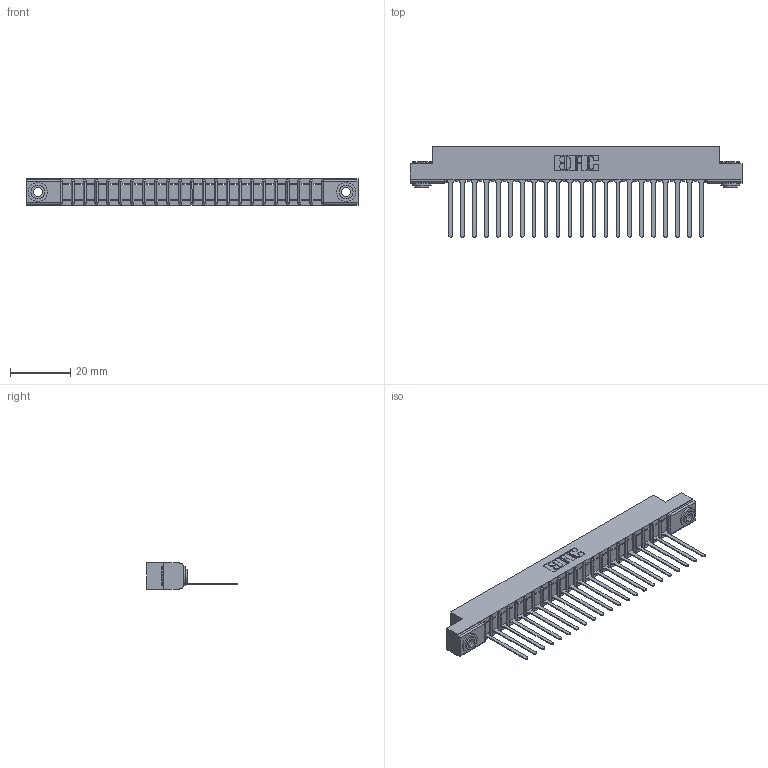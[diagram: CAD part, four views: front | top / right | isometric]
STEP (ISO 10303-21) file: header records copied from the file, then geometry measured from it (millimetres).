
FILE_DESCRIPTION (( 'STEP AP203' ), '1' );
FILE_NAME ('357-022-445-103.STEP', '2020-10-01T07:57:27', ( '' ), ( '' ), 'SwSTEP 2.0', 'SolidWorks 2020', '' );
FILE_SCHEMA (( 'CONFIG_CONTROL_DESIGN' ));
Length unit declared in the file: inch
Products named in the file (4): 307-290-001_545; 357-022-445-103; 307 Part_.156 Dia Mounting Holes; 345-250-002_345-250-002-102
Assembly tree (25 placements, depth 2):
  357-022-445-103
    307 Part_.156 Dia Mounting Holes
    307-290-001_545  x22
    345-250-002_345-250-002-102  x2
Bounding box: 110.19 x 30 x 8.71 mm (x, y, z)
Volume: 7047.6 mm3; surface area: 11720.4 mm2
Topology: 25 solids, 25 shells, 1425 faces, 3999 edges, 2570 vertices
Faces by surface type: plane 908, cylinder 463, sphere 46, cone 8
Entity records: 22359 total; most frequent: CARTESIAN_POINT 3737, ORIENTED_EDGE 3714, DIRECTION 3661, EDGE_CURVE 1857, VECTOR 1409, LINE 1409, VERTEX_POINT 1202, AXIS2_PLACEMENT_3D 1126
